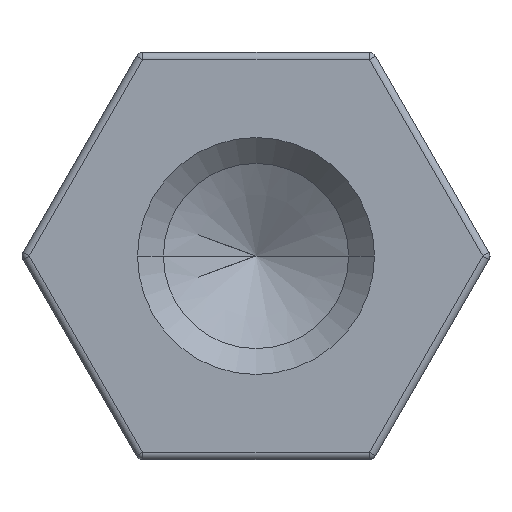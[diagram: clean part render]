
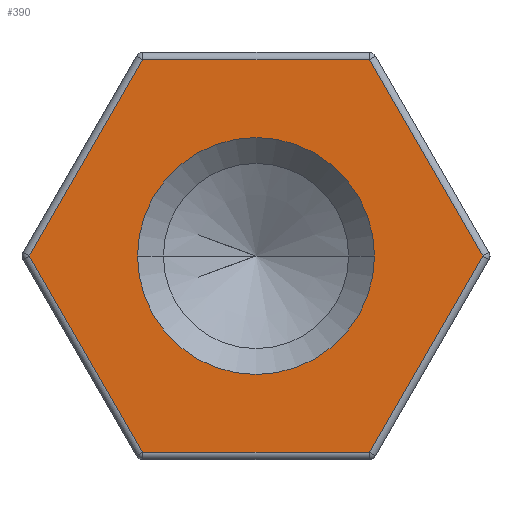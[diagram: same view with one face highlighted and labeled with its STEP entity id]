
A CAD part, left-side view. The second image highlights one B-rep face of the part: STEP entity #390.
In plain terms, the highlighted planar face has unit normal (-1, 0, 0).
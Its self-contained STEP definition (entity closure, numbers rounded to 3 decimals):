
#7 = DIRECTION ( 'NONE',  ( 0., 0.5, 0.866 ) ) ;
#12 = CARTESIAN_POINT ( 'NONE',  ( 0., -2.295, 1.325 ) ) ;
#13 = DIRECTION ( 'NONE',  ( 0., 1., 0. ) ) ;
#22 = CARTESIAN_POINT ( 'NONE',  ( 0., 0., 2.65 ) ) ;
#31 = DIRECTION ( 'NONE',  ( 0., 0.5, -0.866 ) ) ;
#33 = CARTESIAN_POINT ( 'NONE',  ( 0., 2.295, 1.325 ) ) ;
#50 = DIRECTION ( 'NONE',  ( 0., -0.5, -0.866 ) ) ;
#58 = DIRECTION ( 'NONE',  ( 0., -1., 0. ) ) ;
#59 = CARTESIAN_POINT ( 'NONE',  ( 0., 0., -2.65 ) ) ;
#108 = CARTESIAN_POINT ( 'NONE',  ( 0., 2.295, -1.325 ) ) ;
#161 = DIRECTION ( 'NONE',  ( 0., -0.5, 0.866 ) ) ;
#164 = CARTESIAN_POINT ( 'NONE',  ( 0., -2.295, -1.325 ) ) ;
#189 = AXIS2_PLACEMENT_3D ( 'NONE', #1302, #1262, #1299 ) ;
#193 = DIRECTION ( 'NONE',  ( 0., 1., 0. ) ) ;
#204 = EDGE_CURVE ( 'NONE', #218, #1387, #741, .T. ) ;
#205 = DIRECTION ( 'NONE',  ( 1., 0., 0. ) ) ;
#213 = LINE ( 'NONE', #33, #1370 ) ;
#218 = VERTEX_POINT ( 'NONE', #1333 ) ;
#219 = VERTEX_POINT ( 'NONE', #1328 ) ;
#223 = CARTESIAN_POINT ( 'NONE',  ( 0., 0., 0. ) ) ;
#226 = PLANE ( 'NONE',  #1042 ) ;
#244 = VERTEX_POINT ( 'NONE', #1271 ) ;
#297 = FACE_OUTER_BOUND ( 'NONE', #770, .T. ) ;
#334 = EDGE_CURVE ( 'NONE', #1387, #218, #380, .T. ) ;
#344 = CARTESIAN_POINT ( 'NONE',  ( 0., 1.53, -2.65 ) ) ;
#357 = FACE_BOUND ( 'NONE', #1028, .T. ) ;
#364 = VERTEX_POINT ( 'NONE', #344 ) ;
#380 = CIRCLE ( 'NONE', #761, 1.6 ) ;
#390 = ADVANCED_FACE ( 'NONE', ( #297, #357 ), #226, .F. ) ;
#402 = EDGE_CURVE ( 'NONE', #953, #244, #1064, .T. ) ;
#425 = EDGE_CURVE ( 'NONE', #364, #953, #1393, .T. ) ;
#427 = EDGE_CURVE ( 'NONE', #219, #364, #652, .T. ) ;
#433 = EDGE_CURVE ( 'NONE', #482, #219, #213, .T. ) ;
#447 = EDGE_CURVE ( 'NONE', #465, #482, #874, .T. ) ;
#452 = EDGE_CURVE ( 'NONE', #244, #465, #848, .T. ) ;
#465 = VERTEX_POINT ( 'NONE', #1414 ) ;
#482 = VERTEX_POINT ( 'NONE', #1331 ) ;
#500 = CARTESIAN_POINT ( 'NONE',  ( 0., 1.6, 0. ) ) ;
#513 = DIRECTION ( 'NONE',  ( 0., 1., 0. ) ) ;
#568 = VECTOR ( 'NONE', #13, 1000. ) ;
#617 = DIRECTION ( 'NONE',  ( 1., 0., 0. ) ) ;
#622 = CARTESIAN_POINT ( 'NONE',  ( 0., 0., 0. ) ) ;
#652 = LINE ( 'NONE', #108, #1102 ) ;
#670 = ORIENTED_EDGE ( 'NONE', *, *, #427, .T. ) ;
#741 = CIRCLE ( 'NONE', #189, 1.6 ) ;
#744 = ORIENTED_EDGE ( 'NONE', *, *, #425, .T. ) ;
#761 = AXIS2_PLACEMENT_3D ( 'NONE', #622, #617, #513 ) ;
#770 = EDGE_LOOP ( 'NONE', ( #1434, #1409, #1151, #670, #744, #1293 ) ) ;
#810 = ORIENTED_EDGE ( 'NONE', *, *, #204, .T. ) ;
#821 = CARTESIAN_POINT ( 'NONE',  ( 0., -1.53, -2.65 ) ) ;
#838 = VECTOR ( 'NONE', #161, 1000. ) ;
#848 = LINE ( 'NONE', #12, #1305 ) ;
#874 = LINE ( 'NONE', #22, #568 ) ;
#904 = VECTOR ( 'NONE', #58, 1000. ) ;
#953 = VERTEX_POINT ( 'NONE', #821 ) ;
#1028 = EDGE_LOOP ( 'NONE', ( #1046, #810 ) ) ;
#1042 = AXIS2_PLACEMENT_3D ( 'NONE', #223, #205, #193 ) ;
#1046 = ORIENTED_EDGE ( 'NONE', *, *, #334, .T. ) ;
#1064 = LINE ( 'NONE', #164, #838 ) ;
#1102 = VECTOR ( 'NONE', #50, 1000. ) ;
#1151 = ORIENTED_EDGE ( 'NONE', *, *, #433, .T. ) ;
#1262 = DIRECTION ( 'NONE',  ( 1., 0., 0. ) ) ;
#1271 = CARTESIAN_POINT ( 'NONE',  ( 0., -3.06, 0. ) ) ;
#1293 = ORIENTED_EDGE ( 'NONE', *, *, #402, .T. ) ;
#1299 = DIRECTION ( 'NONE',  ( 0., 1., 0. ) ) ;
#1302 = CARTESIAN_POINT ( 'NONE',  ( 0., 0., 0. ) ) ;
#1305 = VECTOR ( 'NONE', #7, 1000. ) ;
#1328 = CARTESIAN_POINT ( 'NONE',  ( 0., 3.06, 0. ) ) ;
#1331 = CARTESIAN_POINT ( 'NONE',  ( 0., 1.53, 2.65 ) ) ;
#1333 = CARTESIAN_POINT ( 'NONE',  ( 0., -1.6, 0. ) ) ;
#1370 = VECTOR ( 'NONE', #31, 1000. ) ;
#1387 = VERTEX_POINT ( 'NONE', #500 ) ;
#1393 = LINE ( 'NONE', #59, #904 ) ;
#1409 = ORIENTED_EDGE ( 'NONE', *, *, #447, .T. ) ;
#1414 = CARTESIAN_POINT ( 'NONE',  ( 0., -1.53, 2.65 ) ) ;
#1434 = ORIENTED_EDGE ( 'NONE', *, *, #452, .T. ) ;
